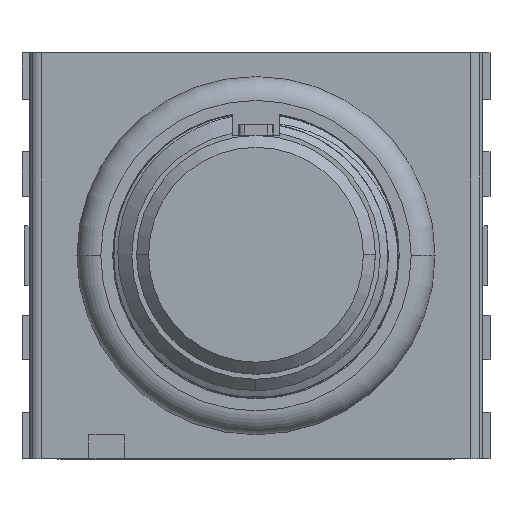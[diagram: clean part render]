
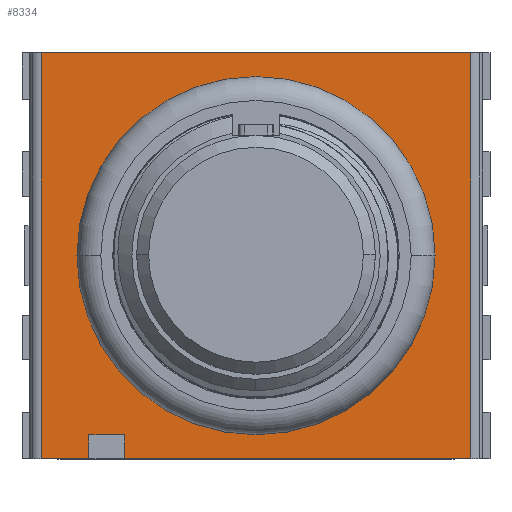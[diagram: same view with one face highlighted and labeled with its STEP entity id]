
A CAD part, top view. The second image highlights one B-rep face of the part: STEP entity #8334.
In plain terms, the highlighted planar face has unit normal (0, 0, 1).
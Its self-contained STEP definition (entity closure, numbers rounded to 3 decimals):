
#9 = VECTOR ( 'NONE', #19864, 1000. ) ;
#23 = VECTOR ( 'NONE', #6381, 1000. ) ;
#83 = ORIENTED_EDGE ( 'NONE', *, *, #13532, .T. ) ;
#406 = LINE ( 'NONE', #10667, #18087 ) ;
#946 = VERTEX_POINT ( 'NONE', #16050 ) ;
#1464 = DIRECTION ( 'NONE',  ( -1., 0., 0. ) ) ;
#1804 = ORIENTED_EDGE ( 'NONE', *, *, #8632, .T. ) ;
#1877 = DIRECTION ( 'NONE',  ( 0., 1., 0. ) ) ;
#2294 = VERTEX_POINT ( 'NONE', #13844 ) ;
#2826 = VECTOR ( 'NONE', #7665, 1000. ) ;
#2923 = ORIENTED_EDGE ( 'NONE', *, *, #16448, .F. ) ;
#3301 = EDGE_CURVE ( 'NONE', #4193, #10382, #11855, .T. ) ;
#3372 = ORIENTED_EDGE ( 'NONE', *, *, #3301, .F. ) ;
#3390 = ORIENTED_EDGE ( 'NONE', *, *, #20980, .F. ) ;
#3610 = CARTESIAN_POINT ( 'NONE',  ( -9.5, -8.5, 15.7 ) ) ;
#3712 = VERTEX_POINT ( 'NONE', #22837 ) ;
#3724 = ORIENTED_EDGE ( 'NONE', *, *, #15552, .T. ) ;
#4117 = AXIS2_PLACEMENT_3D ( 'NONE', #9626, #22045, #11417 ) ;
#4193 = VERTEX_POINT ( 'NONE', #10237 ) ;
#4238 = CARTESIAN_POINT ( 'NONE',  ( 9., -8.5, 15.7 ) ) ;
#4284 = ORIENTED_EDGE ( 'NONE', *, *, #14897, .T. ) ;
#4699 = LINE ( 'NONE', #5690, #9 ) ;
#4717 = LINE ( 'NONE', #11652, #23 ) ;
#5505 = VECTOR ( 'NONE', #11412, 1000. ) ;
#5647 = CARTESIAN_POINT ( 'NONE',  ( -7., -8.5, 15.7 ) ) ;
#5690 = CARTESIAN_POINT ( 'NONE',  ( -7., -7.5, 15.7 ) ) ;
#5898 = VERTEX_POINT ( 'NONE', #15700 ) ;
#6218 = VERTEX_POINT ( 'NONE', #20437 ) ;
#6229 = CARTESIAN_POINT ( 'NONE',  ( 9., 8.5, 15.7 ) ) ;
#6381 = DIRECTION ( 'NONE',  ( 0., -1., 0. ) ) ;
#6606 = DIRECTION ( 'NONE',  ( 0., 0., 1. ) ) ;
#7665 = DIRECTION ( 'NONE',  ( -1., 0., 0. ) ) ;
#7816 = EDGE_LOOP ( 'NONE', ( #3372, #3390, #20825, #4284, #2923, #3724, #17913, #1804 ) ) ;
#8275 = VERTEX_POINT ( 'NONE', #18837 ) ;
#8334 = ADVANCED_FACE ( 'NONE', ( #13273, #8550 ), #17189, .T. ) ;
#8550 = FACE_BOUND ( 'NONE', #13178, .T. ) ;
#8632 = EDGE_CURVE ( 'NONE', #946, #10382, #10190, .T. ) ;
#9218 = DIRECTION ( 'NONE',  ( 0., -1., 0. ) ) ;
#9626 = CARTESIAN_POINT ( 'NONE',  ( 0., 0., 15.7 ) ) ;
#10190 = LINE ( 'NONE', #21480, #13793 ) ;
#10237 = CARTESIAN_POINT ( 'NONE',  ( -7., -7.5, 15.7 ) ) ;
#10382 = VERTEX_POINT ( 'NONE', #20693 ) ;
#10608 = VECTOR ( 'NONE', #14230, 1000. ) ;
#10667 = CARTESIAN_POINT ( 'NONE',  ( -5.5, -8.5, 15.7 ) ) ;
#11173 = LINE ( 'NONE', #3610, #10608 ) ;
#11412 = DIRECTION ( 'NONE',  ( 0., 1., 0. ) ) ;
#11417 = DIRECTION ( 'NONE',  ( -1., 0., 0. ) ) ;
#11652 = CARTESIAN_POINT ( 'NONE',  ( 9., -4.25, 15.7 ) ) ;
#11795 = VERTEX_POINT ( 'NONE', #6229 ) ;
#11855 = LINE ( 'NONE', #5647, #20728 ) ;
#12059 = DIRECTION ( 'NONE',  ( 0., 0., -1. ) ) ;
#12643 = DIRECTION ( 'NONE',  ( 1., 0., 0. ) ) ;
#12687 = ORIENTED_EDGE ( 'NONE', *, *, #15042, .T. ) ;
#13178 = EDGE_LOOP ( 'NONE', ( #12687, #83 ) ) ;
#13273 = FACE_OUTER_BOUND ( 'NONE', #7816, .T. ) ;
#13532 = EDGE_CURVE ( 'NONE', #6218, #3712, #20166, .T. ) ;
#13793 = VECTOR ( 'NONE', #12643, 1000. ) ;
#13844 = CARTESIAN_POINT ( 'NONE',  ( -5.5, -8.5, 15.7 ) ) ;
#14230 = DIRECTION ( 'NONE',  ( 1., 0., 0. ) ) ;
#14897 = EDGE_CURVE ( 'NONE', #2294, #18333, #11173, .T. ) ;
#15042 = EDGE_CURVE ( 'NONE', #3712, #6218, #20871, .T. ) ;
#15552 = EDGE_CURVE ( 'NONE', #11795, #8275, #16380, .T. ) ;
#15700 = CARTESIAN_POINT ( 'NONE',  ( -5.5, -7.5, 15.7 ) ) ;
#16050 = CARTESIAN_POINT ( 'NONE',  ( -9., -8.5, 15.7 ) ) ;
#16380 = LINE ( 'NONE', #21850, #2826 ) ;
#16448 = EDGE_CURVE ( 'NONE', #11795, #18333, #4717, .T. ) ;
#17189 = PLANE ( 'NONE',  #19887 ) ;
#17913 = ORIENTED_EDGE ( 'NONE', *, *, #21118, .F. ) ;
#18002 = AXIS2_PLACEMENT_3D ( 'NONE', #22690, #12059, #1464 ) ;
#18087 = VECTOR ( 'NONE', #1877, 1000. ) ;
#18333 = VERTEX_POINT ( 'NONE', #4238 ) ;
#18837 = CARTESIAN_POINT ( 'NONE',  ( -9., 8.5, 15.7 ) ) ;
#18987 = DIRECTION ( 'NONE',  ( 1., 0., 0. ) ) ;
#19180 = EDGE_CURVE ( 'NONE', #2294, #5898, #406, .T. ) ;
#19864 = DIRECTION ( 'NONE',  ( -1., 0., 0. ) ) ;
#19887 = AXIS2_PLACEMENT_3D ( 'NONE', #20713, #6606, #18987 ) ;
#20166 = CIRCLE ( 'NONE', #18002, 7.5 ) ;
#20437 = CARTESIAN_POINT ( 'NONE',  ( -7.5, 0., 15.7 ) ) ;
#20693 = CARTESIAN_POINT ( 'NONE',  ( -7., -8.5, 15.7 ) ) ;
#20713 = CARTESIAN_POINT ( 'NONE',  ( 0., 0., 15.7 ) ) ;
#20728 = VECTOR ( 'NONE', #9218, 1000. ) ;
#20825 = ORIENTED_EDGE ( 'NONE', *, *, #19180, .F. ) ;
#20871 = CIRCLE ( 'NONE', #4117, 7.5 ) ;
#20980 = EDGE_CURVE ( 'NONE', #5898, #4193, #4699, .T. ) ;
#21118 = EDGE_CURVE ( 'NONE', #946, #8275, #22696, .T. ) ;
#21480 = CARTESIAN_POINT ( 'NONE',  ( -9.5, -8.5, 15.7 ) ) ;
#21850 = CARTESIAN_POINT ( 'NONE',  ( 9.5, 8.5, 15.7 ) ) ;
#22038 = CARTESIAN_POINT ( 'NONE',  ( -9., 4.25, 15.7 ) ) ;
#22045 = DIRECTION ( 'NONE',  ( 0., 0., -1. ) ) ;
#22690 = CARTESIAN_POINT ( 'NONE',  ( 0., 0., 15.7 ) ) ;
#22696 = LINE ( 'NONE', #22038, #5505 ) ;
#22837 = CARTESIAN_POINT ( 'NONE',  ( 7.5, 0., 15.7 ) ) ;
